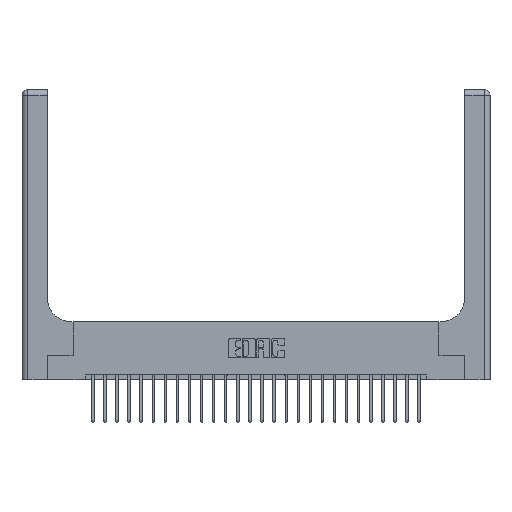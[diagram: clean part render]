
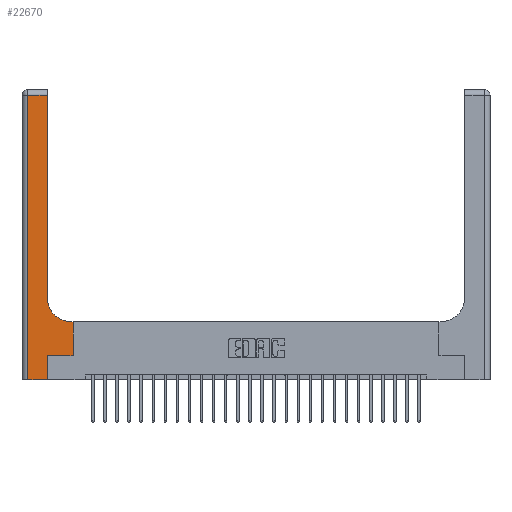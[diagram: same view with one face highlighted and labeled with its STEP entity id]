
A CAD part, top view. The second image highlights one B-rep face of the part: STEP entity #22670.
In plain terms, the highlighted planar face has unit normal (0, 0, 1).
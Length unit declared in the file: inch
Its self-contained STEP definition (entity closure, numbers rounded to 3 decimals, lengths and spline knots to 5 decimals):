
#287 = LINE ( 'NONE', #10028, #14364 ) ;
#458 = LINE ( 'NONE', #22629, #20651 ) ;
#777 = DIRECTION ( 'NONE',  ( -1., 0., 0. ) ) ;
#854 = CARTESIAN_POINT ( 'NONE',  ( 0., 3., 0.37 ) ) ;
#1031 = DIRECTION ( 'NONE',  ( -1., 0., 0. ) ) ;
#1085 = DIRECTION ( 'NONE',  ( 0., 1., 0. ) ) ;
#1989 = ORIENTED_EDGE ( 'NONE', *, *, #18283, .T. ) ;
#2099 = DIRECTION ( 'NONE',  ( -1., 0., 0. ) ) ;
#2104 = ORIENTED_EDGE ( 'NONE', *, *, #24772, .T. ) ;
#2977 = ORIENTED_EDGE ( 'NONE', *, *, #24548, .T. ) ;
#3022 = CARTESIAN_POINT ( 'NONE',  ( 0.528, 0.25, 0.37 ) ) ;
#3510 = CARTESIAN_POINT ( 'NONE',  ( 0.06, 2.94, 0.37 ) ) ;
#3512 = DIRECTION ( 'NONE',  ( 0., 1., 0. ) ) ;
#4367 = DIRECTION ( 'NONE',  ( 0., 1., 0. ) ) ;
#5462 = LINE ( 'NONE', #9408, #8515 ) ;
#6252 = VECTOR ( 'NONE', #777, 39.37008 ) ;
#6436 = CARTESIAN_POINT ( 'NONE',  ( 0.51, 0.85, 0.37 ) ) ;
#6684 = CIRCLE ( 'NONE', #17952, 0.25 ) ;
#7329 = CARTESIAN_POINT ( 'NONE',  ( 0.265, 0., 0.37 ) ) ;
#7366 = EDGE_LOOP ( 'NONE', ( #23927, #9953, #1989, #2104, #12303, #15253, #13699, #18534, #2977 ) ) ;
#7377 = CARTESIAN_POINT ( 'NONE',  ( 0.26, 3., 0.37 ) ) ;
#7806 = LINE ( 'NONE', #12540, #6252 ) ;
#8515 = VECTOR ( 'NONE', #9580, 39.37008 ) ;
#8774 = VERTEX_POINT ( 'NONE', #18259 ) ;
#8884 = VERTEX_POINT ( 'NONE', #11219 ) ;
#9408 = CARTESIAN_POINT ( 'NONE',  ( 0., 0., 0.37 ) ) ;
#9580 = DIRECTION ( 'NONE',  ( 1., 0., 0. ) ) ;
#9953 = ORIENTED_EDGE ( 'NONE', *, *, #17650, .T. ) ;
#10028 = CARTESIAN_POINT ( 'NONE',  ( 0.26, 0.6, 0.37 ) ) ;
#10290 = CARTESIAN_POINT ( 'NONE',  ( 0.528, 0.6, 0.37 ) ) ;
#11219 = CARTESIAN_POINT ( 'NONE',  ( 0.265, 0.25, 0.37 ) ) ;
#11249 = VECTOR ( 'NONE', #1085, 39.37008 ) ;
#12303 = ORIENTED_EDGE ( 'NONE', *, *, #25172, .T. ) ;
#12532 = PLANE ( 'NONE',  #21239 ) ;
#12540 = CARTESIAN_POINT ( 'NONE',  ( 0., 2.94, 0.37 ) ) ;
#12600 = VERTEX_POINT ( 'NONE', #10290 ) ;
#13699 = ORIENTED_EDGE ( 'NONE', *, *, #24667, .T. ) ;
#13932 = VERTEX_POINT ( 'NONE', #14628 ) ;
#13981 = EDGE_CURVE ( 'NONE', #8884, #18979, #458, .T. ) ;
#14364 = VECTOR ( 'NONE', #2099, 39.37008 ) ;
#14437 = EDGE_CURVE ( 'NONE', #12600, #21135, #287, .T. ) ;
#14628 = CARTESIAN_POINT ( 'NONE',  ( 0.06, 0., 0.37 ) ) ;
#15253 = ORIENTED_EDGE ( 'NONE', *, *, #13981, .T. ) ;
#15642 = VECTOR ( 'NONE', #3512, 39.37008 ) ;
#15986 = FACE_OUTER_BOUND ( 'NONE', #7366, .T. ) ;
#16526 = DIRECTION ( 'NONE',  ( 1., 0., 0. ) ) ;
#17650 = EDGE_CURVE ( 'NONE', #17793, #20748, #7806, .T. ) ;
#17793 = VERTEX_POINT ( 'NONE', #20688 ) ;
#17952 = AXIS2_PLACEMENT_3D ( 'NONE', #6436, #18399, #16526 ) ;
#18259 = CARTESIAN_POINT ( 'NONE',  ( 0.26, 0.85, 0.37 ) ) ;
#18283 = EDGE_CURVE ( 'NONE', #20748, #13932, #23442, .T. ) ;
#18303 = LINE ( 'NONE', #3022, #11249 ) ;
#18399 = DIRECTION ( 'NONE',  ( 0., 0., -1. ) ) ;
#18534 = ORIENTED_EDGE ( 'NONE', *, *, #14437, .T. ) ;
#18979 = VERTEX_POINT ( 'NONE', #21216 ) ;
#18985 = LINE ( 'NONE', #7377, #15642 ) ;
#19044 = VERTEX_POINT ( 'NONE', #7329 ) ;
#19210 = CARTESIAN_POINT ( 'NONE',  ( 0.06, 3., 0.37 ) ) ;
#20596 = EDGE_CURVE ( 'NONE', #8774, #17793, #18985, .T. ) ;
#20603 = DIRECTION ( 'NONE',  ( 0., 0., -1. ) ) ;
#20651 = VECTOR ( 'NONE', #24767, 39.37008 ) ;
#20688 = CARTESIAN_POINT ( 'NONE',  ( 0.26, 2.94, 0.37 ) ) ;
#20748 = VERTEX_POINT ( 'NONE', #3510 ) ;
#21135 = VERTEX_POINT ( 'NONE', #25257 ) ;
#21216 = CARTESIAN_POINT ( 'NONE',  ( 0.528, 0.25, 0.37 ) ) ;
#21239 = AXIS2_PLACEMENT_3D ( 'NONE', #854, #20603, #1031 ) ;
#21586 = VECTOR ( 'NONE', #25083, 39.37008 ) ;
#22019 = LINE ( 'NONE', #22115, #23855 ) ;
#22115 = CARTESIAN_POINT ( 'NONE',  ( 0.265, 0., 0.37 ) ) ;
#22629 = CARTESIAN_POINT ( 'NONE',  ( 0.265, 0.25, 0.37 ) ) ;
#22670 = ADVANCED_FACE ( 'NONE', ( #15986 ), #12532, .F. ) ;
#23442 = LINE ( 'NONE', #19210, #21586 ) ;
#23855 = VECTOR ( 'NONE', #4367, 39.37008 ) ;
#23927 = ORIENTED_EDGE ( 'NONE', *, *, #20596, .T. ) ;
#24548 = EDGE_CURVE ( 'NONE', #21135, #8774, #6684, .T. ) ;
#24667 = EDGE_CURVE ( 'NONE', #18979, #12600, #18303, .T. ) ;
#24767 = DIRECTION ( 'NONE',  ( 1., 0., 0. ) ) ;
#24772 = EDGE_CURVE ( 'NONE', #13932, #19044, #5462, .T. ) ;
#25083 = DIRECTION ( 'NONE',  ( 0., -1., 0. ) ) ;
#25172 = EDGE_CURVE ( 'NONE', #19044, #8884, #22019, .T. ) ;
#25257 = CARTESIAN_POINT ( 'NONE',  ( 0.51, 0.6, 0.37 ) ) ;
